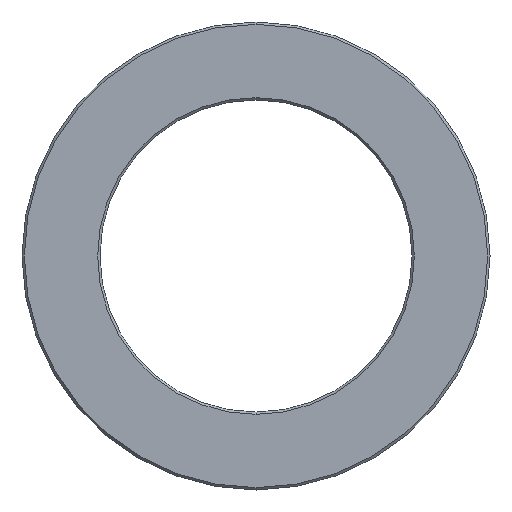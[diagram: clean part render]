
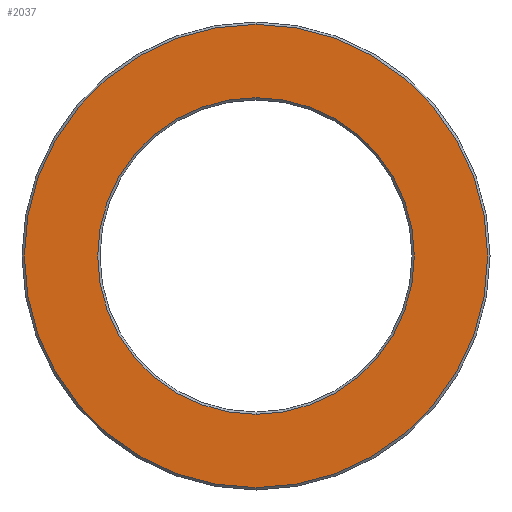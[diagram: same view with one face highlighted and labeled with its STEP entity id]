
A CAD part, front view. The second image highlights one B-rep face of the part: STEP entity #2037.
In plain terms, the highlighted planar face has unit normal (0, -1, 0).
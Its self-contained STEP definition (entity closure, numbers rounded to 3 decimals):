
#1601 = VERTEX_POINT('',#1602);
#1602 = CARTESIAN_POINT('',(0.,0.,-20.3));
#1609 = CONICAL_SURFACE('',#1610,20.3,0.785);
#1610 = AXIS2_PLACEMENT_3D('',#1611,#1612,#1613);
#1611 = CARTESIAN_POINT('',(0.,0.,0.));
#1612 = DIRECTION('',(-0.,-1.,-0.));
#1613 = DIRECTION('',(0.,0.,-1.));
#1621 = CONICAL_SURFACE('',#1622,20.3,0.785);
#1622 = AXIS2_PLACEMENT_3D('',#1623,#1624,#1625);
#1623 = CARTESIAN_POINT('',(0.,0.,0.));
#1624 = DIRECTION('',(-0.,-1.,-0.));
#1625 = DIRECTION('',(0.,0.,-1.));
#1633 = EDGE_CURVE('',#1601,#1634,#1636,.T.);
#1634 = VERTEX_POINT('',#1635);
#1635 = CARTESIAN_POINT('',(0.,0.,20.3));
#1636 = SURFACE_CURVE('',#1637,(#1642,#1649),.PCURVE_S1.);
#1637 = CIRCLE('',#1638,20.3);
#1638 = AXIS2_PLACEMENT_3D('',#1639,#1640,#1641);
#1639 = CARTESIAN_POINT('',(0.,0.,0.));
#1640 = DIRECTION('',(0.,1.,0.));
#1641 = DIRECTION('',(0.,-0.,1.));
#1642 = PCURVE('',#1609,#1643);
#1643 = DEFINITIONAL_REPRESENTATION('',(#1644),#1648);
#1644 = LINE('',#1645,#1646);
#1645 = CARTESIAN_POINT('',(9.425,0.));
#1646 = VECTOR('',#1647,1.);
#1647 = DIRECTION('',(-1.,0.));
#1648 = ( GEOMETRIC_REPRESENTATION_CONTEXT(2) 
PARAMETRIC_REPRESENTATION_CONTEXT() REPRESENTATION_CONTEXT('2D SPACE',''
  ) );
#1649 = PCURVE('',#1650,#1655);
#1650 = PLANE('',#1651);
#1651 = AXIS2_PLACEMENT_3D('',#1652,#1653,#1654);
#1652 = CARTESIAN_POINT('',(0.,0.,0.));
#1653 = DIRECTION('',(0.,1.,0.));
#1654 = DIRECTION('',(0.,-0.,1.));
#1655 = DEFINITIONAL_REPRESENTATION('',(#1656),#1660);
#1656 = CIRCLE('',#1657,20.3);
#1657 = AXIS2_PLACEMENT_2D('',#1658,#1659);
#1658 = CARTESIAN_POINT('',(0.,0.));
#1659 = DIRECTION('',(1.,0.));
#1660 = ( GEOMETRIC_REPRESENTATION_CONTEXT(2) 
PARAMETRIC_REPRESENTATION_CONTEXT() REPRESENTATION_CONTEXT('2D SPACE',''
  ) );
#1715 = EDGE_CURVE('',#1716,#1718,#1720,.T.);
#1716 = VERTEX_POINT('',#1717);
#1717 = CARTESIAN_POINT('',(0.,0.,-29.7));
#1718 = VERTEX_POINT('',#1719);
#1719 = CARTESIAN_POINT('',(0.,0.,29.7));
#1720 = SURFACE_CURVE('',#1721,(#1726,#1738),.PCURVE_S1.);
#1721 = CIRCLE('',#1722,29.7);
#1722 = AXIS2_PLACEMENT_3D('',#1723,#1724,#1725);
#1723 = CARTESIAN_POINT('',(0.,0.,0.));
#1724 = DIRECTION('',(0.,-1.,0.));
#1725 = DIRECTION('',(0.,0.,1.));
#1726 = PCURVE('',#1727,#1732);
#1727 = CONICAL_SURFACE('',#1728,30.,0.785);
#1728 = AXIS2_PLACEMENT_3D('',#1729,#1730,#1731);
#1729 = CARTESIAN_POINT('',(0.,0.3,0.));
#1730 = DIRECTION('',(-0.,1.,-0.));
#1731 = DIRECTION('',(0.,0.,1.));
#1732 = DEFINITIONAL_REPRESENTATION('',(#1733),#1737);
#1733 = LINE('',#1734,#1735);
#1734 = CARTESIAN_POINT('',(6.283,-0.3));
#1735 = VECTOR('',#1736,1.);
#1736 = DIRECTION('',(-1.,0.));
#1737 = ( GEOMETRIC_REPRESENTATION_CONTEXT(2) 
PARAMETRIC_REPRESENTATION_CONTEXT() REPRESENTATION_CONTEXT('2D SPACE',''
  ) );
#1738 = PCURVE('',#1650,#1739);
#1739 = DEFINITIONAL_REPRESENTATION('',(#1740),#1748);
#1740 = ( BOUNDED_CURVE() B_SPLINE_CURVE(2,(#1741,#1742,#1743,#1744,
#1745,#1746,#1747),.UNSPECIFIED.,.T.,.F.) B_SPLINE_CURVE_WITH_KNOTS((1,2
    ,2,2,2,1),(-2.094,0.,2.094,4.189,
6.283,8.378),.UNSPECIFIED.) CURVE() 
GEOMETRIC_REPRESENTATION_ITEM() RATIONAL_B_SPLINE_CURVE((1.,0.5,1.,0.5,
1.,0.5,1.)) REPRESENTATION_ITEM('') );
#1741 = CARTESIAN_POINT('',(29.7,0.));
#1742 = CARTESIAN_POINT('',(29.7,-51.442));
#1743 = CARTESIAN_POINT('',(-14.85,-25.721));
#1744 = CARTESIAN_POINT('',(-59.4,0.));
#1745 = CARTESIAN_POINT('',(-14.85,25.721));
#1746 = CARTESIAN_POINT('',(29.7,51.442));
#1747 = CARTESIAN_POINT('',(29.7,0.));
#1748 = ( GEOMETRIC_REPRESENTATION_CONTEXT(2) 
PARAMETRIC_REPRESENTATION_CONTEXT() REPRESENTATION_CONTEXT('2D SPACE',''
  ) );
#1766 = CONICAL_SURFACE('',#1767,30.,0.785);
#1767 = AXIS2_PLACEMENT_3D('',#1768,#1769,#1770);
#1768 = CARTESIAN_POINT('',(0.,0.3,0.));
#1769 = DIRECTION('',(-0.,1.,-0.));
#1770 = DIRECTION('',(0.,0.,1.));
#2037 = ADVANCED_FACE('',(#2038,#2067),#1650,.F.);
#2038 = FACE_BOUND('',#2039,.T.);
#2039 = EDGE_LOOP('',(#2040,#2066));
#2040 = ORIENTED_EDGE('',*,*,#2041,.T.);
#2041 = EDGE_CURVE('',#1718,#1716,#2042,.T.);
#2042 = SURFACE_CURVE('',#2043,(#2048,#2059),.PCURVE_S1.);
#2043 = CIRCLE('',#2044,29.7);
#2044 = AXIS2_PLACEMENT_3D('',#2045,#2046,#2047);
#2045 = CARTESIAN_POINT('',(0.,0.,0.));
#2046 = DIRECTION('',(0.,-1.,0.));
#2047 = DIRECTION('',(0.,0.,1.));
#2048 = PCURVE('',#1650,#2049);
#2049 = DEFINITIONAL_REPRESENTATION('',(#2050),#2058);
#2050 = ( BOUNDED_CURVE() B_SPLINE_CURVE(2,(#2051,#2052,#2053,#2054,
#2055,#2056,#2057),.UNSPECIFIED.,.T.,.F.) B_SPLINE_CURVE_WITH_KNOTS((1,2
    ,2,2,2,1),(-2.094,0.,2.094,4.189,
6.283,8.378),.UNSPECIFIED.) CURVE() 
GEOMETRIC_REPRESENTATION_ITEM() RATIONAL_B_SPLINE_CURVE((1.,0.5,1.,0.5,
1.,0.5,1.)) REPRESENTATION_ITEM('') );
#2051 = CARTESIAN_POINT('',(29.7,0.));
#2052 = CARTESIAN_POINT('',(29.7,-51.442));
#2053 = CARTESIAN_POINT('',(-14.85,-25.721));
#2054 = CARTESIAN_POINT('',(-59.4,0.));
#2055 = CARTESIAN_POINT('',(-14.85,25.721));
#2056 = CARTESIAN_POINT('',(29.7,51.442));
#2057 = CARTESIAN_POINT('',(29.7,0.));
#2058 = ( GEOMETRIC_REPRESENTATION_CONTEXT(2) 
PARAMETRIC_REPRESENTATION_CONTEXT() REPRESENTATION_CONTEXT('2D SPACE',''
  ) );
#2059 = PCURVE('',#1766,#2060);
#2060 = DEFINITIONAL_REPRESENTATION('',(#2061),#2065);
#2061 = LINE('',#2062,#2063);
#2062 = CARTESIAN_POINT('',(6.283,-0.3));
#2063 = VECTOR('',#2064,1.);
#2064 = DIRECTION('',(-1.,0.));
#2065 = ( GEOMETRIC_REPRESENTATION_CONTEXT(2) 
PARAMETRIC_REPRESENTATION_CONTEXT() REPRESENTATION_CONTEXT('2D SPACE',''
  ) );
#2066 = ORIENTED_EDGE('',*,*,#1715,.T.);
#2067 = FACE_BOUND('',#2068,.T.);
#2068 = EDGE_LOOP('',(#2069,#2070));
#2069 = ORIENTED_EDGE('',*,*,#1633,.T.);
#2070 = ORIENTED_EDGE('',*,*,#2071,.T.);
#2071 = EDGE_CURVE('',#1634,#1601,#2072,.T.);
#2072 = SURFACE_CURVE('',#2073,(#2078,#2085),.PCURVE_S1.);
#2073 = CIRCLE('',#2074,20.3);
#2074 = AXIS2_PLACEMENT_3D('',#2075,#2076,#2077);
#2075 = CARTESIAN_POINT('',(0.,0.,0.));
#2076 = DIRECTION('',(0.,1.,0.));
#2077 = DIRECTION('',(0.,-0.,1.));
#2078 = PCURVE('',#1650,#2079);
#2079 = DEFINITIONAL_REPRESENTATION('',(#2080),#2084);
#2080 = CIRCLE('',#2081,20.3);
#2081 = AXIS2_PLACEMENT_2D('',#2082,#2083);
#2082 = CARTESIAN_POINT('',(0.,0.));
#2083 = DIRECTION('',(1.,0.));
#2084 = ( GEOMETRIC_REPRESENTATION_CONTEXT(2) 
PARAMETRIC_REPRESENTATION_CONTEXT() REPRESENTATION_CONTEXT('2D SPACE',''
  ) );
#2085 = PCURVE('',#1621,#2086);
#2086 = DEFINITIONAL_REPRESENTATION('',(#2087),#2091);
#2087 = LINE('',#2088,#2089);
#2088 = CARTESIAN_POINT('',(3.142,0.));
#2089 = VECTOR('',#2090,1.);
#2090 = DIRECTION('',(-1.,0.));
#2091 = ( GEOMETRIC_REPRESENTATION_CONTEXT(2) 
PARAMETRIC_REPRESENTATION_CONTEXT() REPRESENTATION_CONTEXT('2D SPACE',''
  ) );
